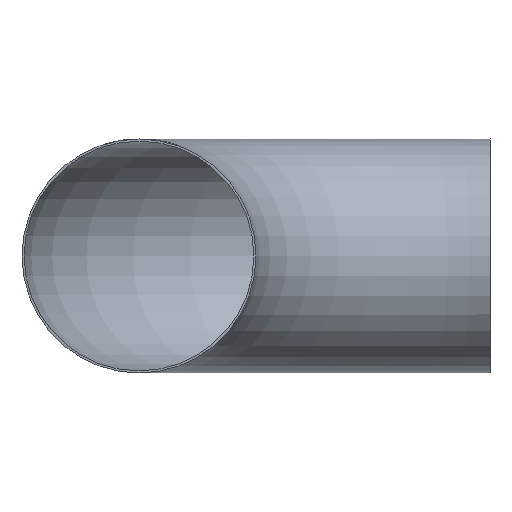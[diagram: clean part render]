
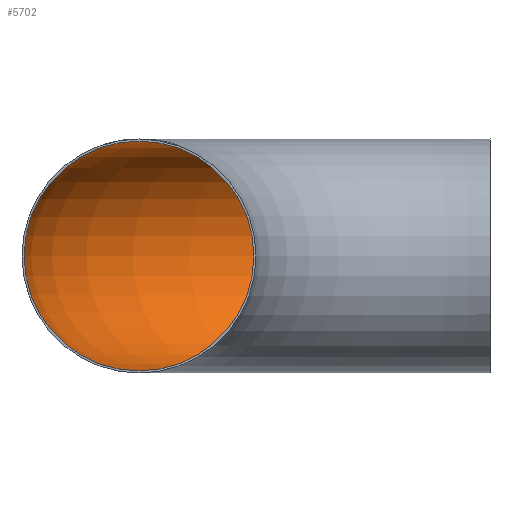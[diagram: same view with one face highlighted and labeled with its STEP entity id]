
A CAD part, front view. The second image highlights one B-rep face of the part: STEP entity #5702.
In plain terms, the highlighted toroidal (fillet/blend) face has major radius 457.2 mm and minor radius 149.631 mm.
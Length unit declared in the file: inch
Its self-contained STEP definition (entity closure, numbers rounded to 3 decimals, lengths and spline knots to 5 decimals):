
#15=CIRCLE('',#5870,5.891);
#16=CIRCLE('',#5871,5.891);
#48=FACE_BOUND('',#1580,.T.);
#1231=FACE_OUTER_BOUND('',#1579,.T.);
#1579=EDGE_LOOP('',(#5322));
#1580=EDGE_LOOP('',(#5323));
#2736=VERTEX_POINT('',#12943);
#2737=VERTEX_POINT('',#12945);
#3601=EDGE_CURVE('',#2736,#2736,#15,.T.);
#3602=EDGE_CURVE('',#2737,#2737,#16,.T.);
#5322=ORIENTED_EDGE('',*,*,#3601,.F.);
#5323=ORIENTED_EDGE('',*,*,#3602,.F.);
#5362=TOROIDAL_SURFACE('',#5869,18.,5.891);
#5702=ADVANCED_FACE('',(#1231,#48),#5362,.F.);
#5869=AXIS2_PLACEMENT_3D('',#12942,#6484,#6485);
#5870=AXIS2_PLACEMENT_3D('',#12944,#6486,#6487);
#5871=AXIS2_PLACEMENT_3D('',#12946,#6488,#6489);
#6484=DIRECTION('center_axis',(0.,0.,-1.));
#6485=DIRECTION('ref_axis',(-1.,0.,0.));
#6486=DIRECTION('center_axis',(-1.,0.,0.));
#6487=DIRECTION('ref_axis',(0.,1.,0.));
#6488=DIRECTION('center_axis',(0.,1.,0.));
#6489=DIRECTION('ref_axis',(-1.,0.,0.));
#12942=CARTESIAN_POINT('Origin',(18.,0.,0.));
#12943=CARTESIAN_POINT('',(18.,23.891,0.));
#12944=CARTESIAN_POINT('Origin',(18.,18.,0.));
#12945=CARTESIAN_POINT('',(-5.891,0.,0.));
#12946=CARTESIAN_POINT('Origin',(0.,0.,0.));
